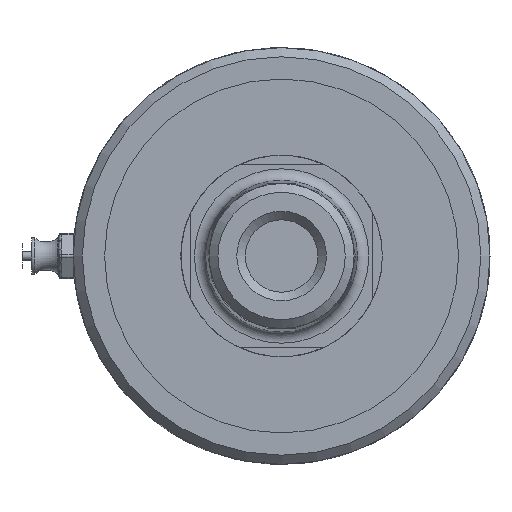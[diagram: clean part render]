
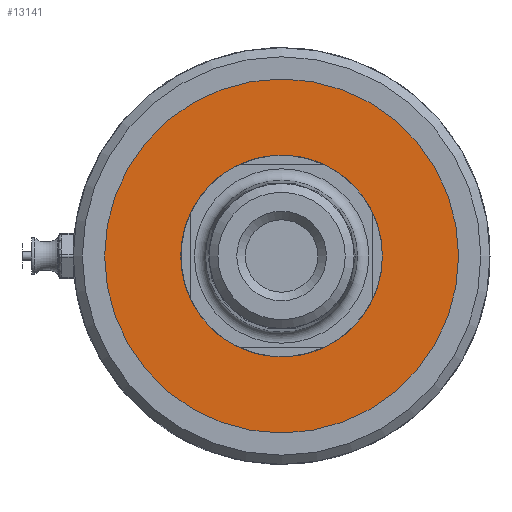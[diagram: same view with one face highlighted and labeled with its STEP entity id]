
A CAD part, left-side view. The second image highlights one B-rep face of the part: STEP entity #13141.
In plain terms, the highlighted planar face has unit normal (-1, 0, 0).
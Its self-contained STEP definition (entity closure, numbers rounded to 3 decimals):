
#592=PLANE('',#14004);
#734=FACE_BOUND('',#2769,.T.);
#2002=FACE_OUTER_BOUND('',#2768,.T.);
#2768=EDGE_LOOP('',(#11293));
#2769=EDGE_LOOP('',(#11294,#11295));
#3269=CIRCLE('',#14003,31.);
#3270=CIRCLE('',#14005,17.65);
#3271=CIRCLE('',#14006,17.65);
#5900=VERTEX_POINT('',#92134);
#5901=VERTEX_POINT('',#92138);
#5902=VERTEX_POINT('',#92139);
#7726=EDGE_CURVE('',#5900,#5900,#3269,.T.);
#7727=EDGE_CURVE('',#5901,#5902,#3270,.T.);
#7728=EDGE_CURVE('',#5902,#5901,#3271,.T.);
#11293=ORIENTED_EDGE('',*,*,#7726,.T.);
#11294=ORIENTED_EDGE('',*,*,#7727,.F.);
#11295=ORIENTED_EDGE('',*,*,#7728,.F.);
#13141=ADVANCED_FACE('',(#2002,#734),#592,.F.);
#14003=AXIS2_PLACEMENT_3D('',#92136,#16333,#16334);
#14004=AXIS2_PLACEMENT_3D('',#92137,#16335,#16336);
#14005=AXIS2_PLACEMENT_3D('',#92140,#16337,#16338);
#14006=AXIS2_PLACEMENT_3D('',#92141,#16339,#16340);
#16333=DIRECTION('center_axis',(-1.,0.,0.));
#16334=DIRECTION('ref_axis',(0.,0.,-1.));
#16335=DIRECTION('center_axis',(1.,0.,0.));
#16336=DIRECTION('ref_axis',(0.,0.,-1.));
#16337=DIRECTION('center_axis',(-1.,0.,0.));
#16338=DIRECTION('ref_axis',(0.,0.,-1.));
#16339=DIRECTION('center_axis',(-1.,0.,0.));
#16340=DIRECTION('ref_axis',(0.,0.,-1.));
#92134=CARTESIAN_POINT('',(40.,0.,31.));
#92136=CARTESIAN_POINT('Origin',(40.,0.,0.));
#92137=CARTESIAN_POINT('Origin',(40.,0.,0.));
#92138=CARTESIAN_POINT('',(40.,0.,17.65));
#92139=CARTESIAN_POINT('',(40.,-17.65,0.));
#92140=CARTESIAN_POINT('Origin',(40.,0.,0.));
#92141=CARTESIAN_POINT('Origin',(40.,0.,0.));
